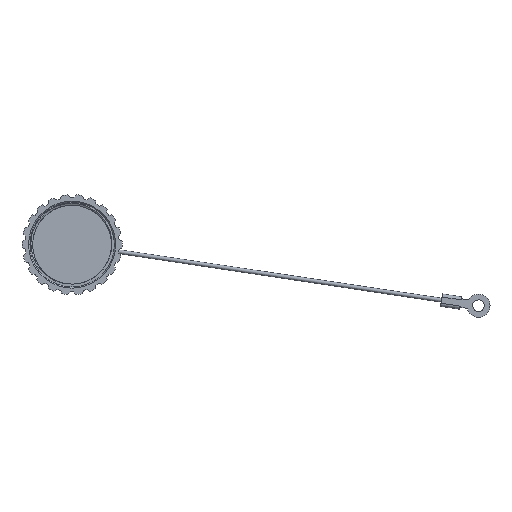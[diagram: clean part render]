
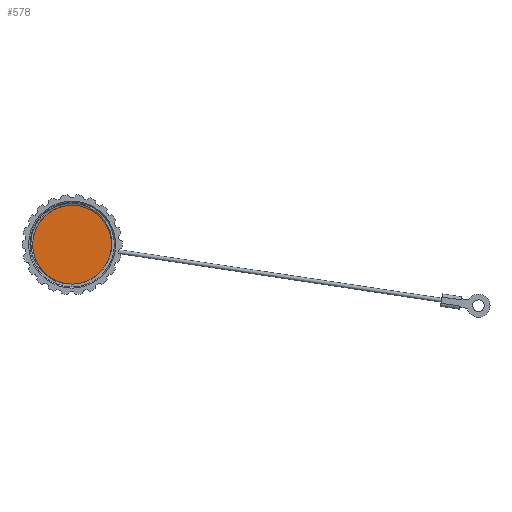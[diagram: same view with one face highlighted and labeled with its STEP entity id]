
A CAD part, front view. The second image highlights one B-rep face of the part: STEP entity #578.
In plain terms, the highlighted planar face has unit normal (0, -1, 0).
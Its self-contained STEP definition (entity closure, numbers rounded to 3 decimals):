
#578 = ADVANCED_FACE ( 'NONE', ( #1028 ), #7152, .F. ) ;
#651 = DIRECTION ( 'NONE',  ( 0., 0., -1. ) ) ;
#683 = DIRECTION ( 'NONE',  ( 0., 1., 0. ) ) ;
#715 = CARTESIAN_POINT ( 'NONE',  ( -81.108, 3.257, 0. ) ) ;
#1028 = FACE_OUTER_BOUND ( 'NONE', #4532, .T. ) ;
#1564 = DIRECTION ( 'NONE',  ( 0., 1., 0. ) ) ;
#1694 = CARTESIAN_POINT ( 'NONE',  ( -81.108, 3.257, 10.25 ) ) ;
#2010 = CARTESIAN_POINT ( 'NONE',  ( -81.108, 3.257, -10.25 ) ) ;
#2165 = DIRECTION ( 'NONE',  ( 0., 1., 0. ) ) ;
#2680 = ORIENTED_EDGE ( 'NONE', *, *, #7749, .F. ) ;
#3157 = CARTESIAN_POINT ( 'NONE',  ( -81.108, 3.257, 0. ) ) ;
#3169 = EDGE_CURVE ( 'NONE', #9319, #10273, #9031, .T. ) ;
#3215 = ORIENTED_EDGE ( 'NONE', *, *, #3169, .F. ) ;
#3618 = AXIS2_PLACEMENT_3D ( 'NONE', #6969, #2165, #7744 ) ;
#4532 = EDGE_LOOP ( 'NONE', ( #3215, #2680 ) ) ;
#6342 = DIRECTION ( 'NONE',  ( 0., 0., 1. ) ) ;
#6969 = CARTESIAN_POINT ( 'NONE',  ( -81.108, 3.257, 0. ) ) ;
#7152 = PLANE ( 'NONE',  #8522 ) ;
#7423 = CIRCLE ( 'NONE', #3618, 10.25 ) ;
#7744 = DIRECTION ( 'NONE',  ( 0., 0., -1. ) ) ;
#7749 = EDGE_CURVE ( 'NONE', #10273, #9319, #7423, .T. ) ;
#8522 = AXIS2_PLACEMENT_3D ( 'NONE', #3157, #1564, #6342 ) ;
#9031 = CIRCLE ( 'NONE', #10165, 10.25 ) ;
#9319 = VERTEX_POINT ( 'NONE', #2010 ) ;
#10165 = AXIS2_PLACEMENT_3D ( 'NONE', #715, #683, #651 ) ;
#10273 = VERTEX_POINT ( 'NONE', #1694 ) ;
